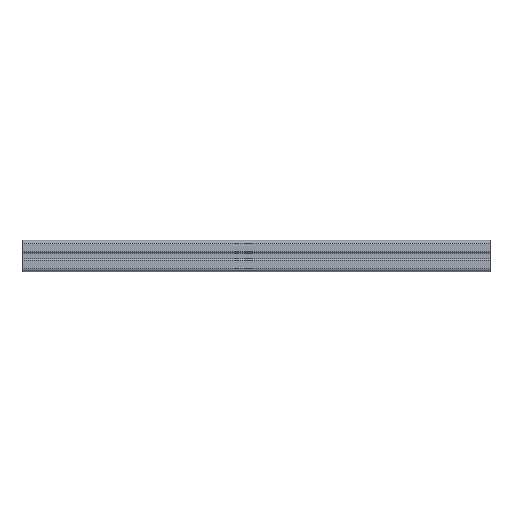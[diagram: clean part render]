
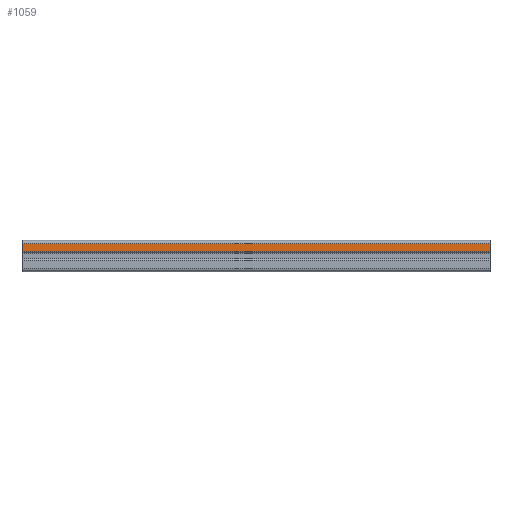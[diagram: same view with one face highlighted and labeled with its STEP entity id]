
A CAD part, left-side view. The second image highlights one B-rep face of the part: STEP entity #1059.
In plain terms, the highlighted planar face has unit normal (-1, 0, 0).
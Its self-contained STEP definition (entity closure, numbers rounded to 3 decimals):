
#114 = DIRECTION ( 'NONE',  ( 0., 0., -1. ) ) ;
#205 = CARTESIAN_POINT ( 'NONE',  ( -195.56, 30.675, 490.47 ) ) ;
#229 = VERTEX_POINT ( 'NONE', #3186 ) ;
#510 = DIRECTION ( 'NONE',  ( 0., -1., 0. ) ) ;
#555 = ORIENTED_EDGE ( 'NONE', *, *, #4256, .T. ) ;
#560 = CARTESIAN_POINT ( 'NONE',  ( -195.56, 30.675, 500.97 ) ) ;
#575 = CARTESIAN_POINT ( 'NONE',  ( -195.56, 30.675, 500.97 ) ) ;
#597 = DIRECTION ( 'NONE',  ( 0., 0., 1. ) ) ;
#629 = CARTESIAN_POINT ( 'NONE',  ( -195.56, 30.675, 500.97 ) ) ;
#940 = LINE ( 'NONE', #575, #966 ) ;
#966 = VECTOR ( 'NONE', #114, 1000. ) ;
#1059 = ADVANCED_FACE ( 'NONE', ( #4199 ), #4311, .T. ) ;
#1092 = LINE ( 'NONE', #2739, #2012 ) ;
#1309 = VERTEX_POINT ( 'NONE', #3032 ) ;
#1530 = VERTEX_POINT ( 'NONE', #629 ) ;
#1548 = EDGE_CURVE ( 'NONE', #4896, #1309, #1092, .T. ) ;
#1847 = DIRECTION ( 'NONE',  ( -1., 0., 0. ) ) ;
#2012 = VECTOR ( 'NONE', #2682, 1000. ) ;
#2302 = EDGE_CURVE ( 'NONE', #1309, #229, #2405, .T. ) ;
#2405 = LINE ( 'NONE', #4400, #3677 ) ;
#2418 = AXIS2_PLACEMENT_3D ( 'NONE', #3912, #1847, #597 ) ;
#2546 = LINE ( 'NONE', #560, #3273 ) ;
#2682 = DIRECTION ( 'NONE',  ( 0., -1., 0. ) ) ;
#2739 = CARTESIAN_POINT ( 'NONE',  ( -195.56, 30.675, 490.47 ) ) ;
#2898 = ORIENTED_EDGE ( 'NONE', *, *, #1548, .T. ) ;
#3032 = CARTESIAN_POINT ( 'NONE',  ( -195.56, -569.125, 490.47 ) ) ;
#3186 = CARTESIAN_POINT ( 'NONE',  ( -195.56, -569.125, 500.97 ) ) ;
#3273 = VECTOR ( 'NONE', #510, 1000. ) ;
#3364 = EDGE_CURVE ( 'NONE', #1530, #229, #2546, .T. ) ;
#3512 = ORIENTED_EDGE ( 'NONE', *, *, #3364, .F. ) ;
#3677 = VECTOR ( 'NONE', #4072, 1000. ) ;
#3912 = CARTESIAN_POINT ( 'NONE',  ( -195.56, 30.675, 484.97 ) ) ;
#4072 = DIRECTION ( 'NONE',  ( 0., 0., 1. ) ) ;
#4199 = FACE_OUTER_BOUND ( 'NONE', #5284, .T. ) ;
#4256 = EDGE_CURVE ( 'NONE', #1530, #4896, #940, .T. ) ;
#4311 = PLANE ( 'NONE',  #2418 ) ;
#4400 = CARTESIAN_POINT ( 'NONE',  ( -195.56, -569.125, 500.97 ) ) ;
#4813 = ORIENTED_EDGE ( 'NONE', *, *, #2302, .T. ) ;
#4896 = VERTEX_POINT ( 'NONE', #205 ) ;
#5284 = EDGE_LOOP ( 'NONE', ( #2898, #4813, #3512, #555 ) ) ;
